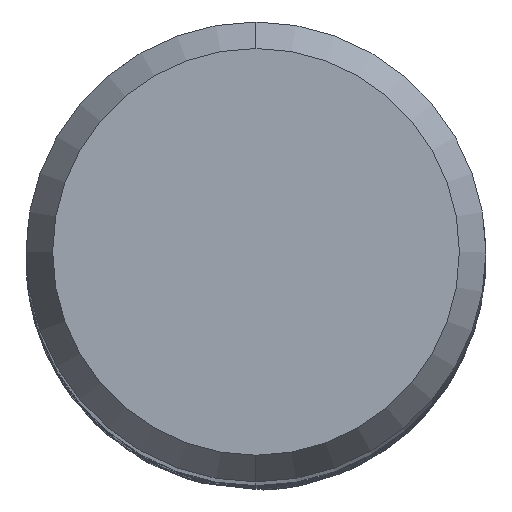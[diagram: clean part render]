
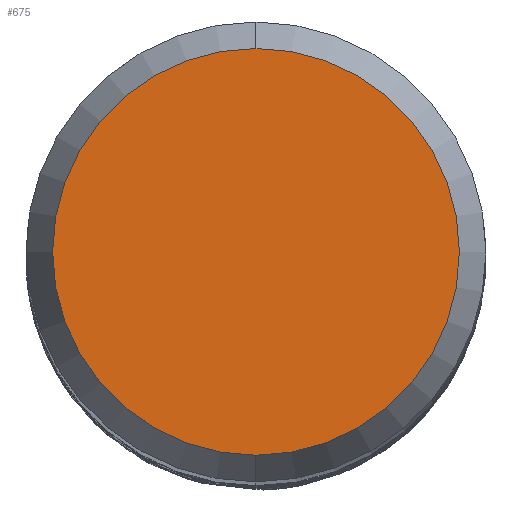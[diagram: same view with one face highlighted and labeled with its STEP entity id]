
A CAD part, top view. The second image highlights one B-rep face of the part: STEP entity #675.
In plain terms, the highlighted planar face has unit normal (0, 0, 1).
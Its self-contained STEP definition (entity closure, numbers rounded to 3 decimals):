
#675=ADVANCED_FACE('',(#1942),#1943,.T.);
#1239=VERTEX_POINT('',#2562);
#1633=EDGE_CURVE('',#1817,#1239,#2993,.T.);
#1723=EDGE_CURVE('',#1239,#1817,#3089,.T.);
#1817=VERTEX_POINT('',#3186);
#1942=FACE_OUTER_BOUND('',#3554,.T.);
#1943=PLANE('',#3555);
#2562=CARTESIAN_POINT('',(0.,-4.423,0.0));
#2993=CIRCLE('',#21190,4.423);
#3089=CIRCLE('',#22136,4.423);
#3186=CARTESIAN_POINT('',(0.0,4.423,0.0));
#3554=EDGE_LOOP('',(#24992,#24993));
#3555=AXIS2_PLACEMENT_3D('',#24994,#24995,#24996);
#21190=AXIS2_PLACEMENT_3D('',#26044,#26045,#26046);
#22136=AXIS2_PLACEMENT_3D('',#26127,#26128,#26129);
#24992=ORIENTED_EDGE('',*,*,#1633,.F.);
#24993=ORIENTED_EDGE('',*,*,#1723,.F.);
#24994=CARTESIAN_POINT('',(0.0,2.211,0.0));
#24995=DIRECTION('',(-0.0,0.0,1.0));
#24996=DIRECTION('',(0.0,-1.0,0.0));
#26044=CARTESIAN_POINT('',(0.0,0.0,0.0));
#26045=DIRECTION('',(0.0,0.0,-1.0));
#26046=DIRECTION('',(0.0,1.0,0.0));
#26127=CARTESIAN_POINT('',(0.0,0.0,0.0));
#26128=DIRECTION('',(0.0,0.0,-1.0));
#26129=DIRECTION('',(0.0,1.0,0.0));
